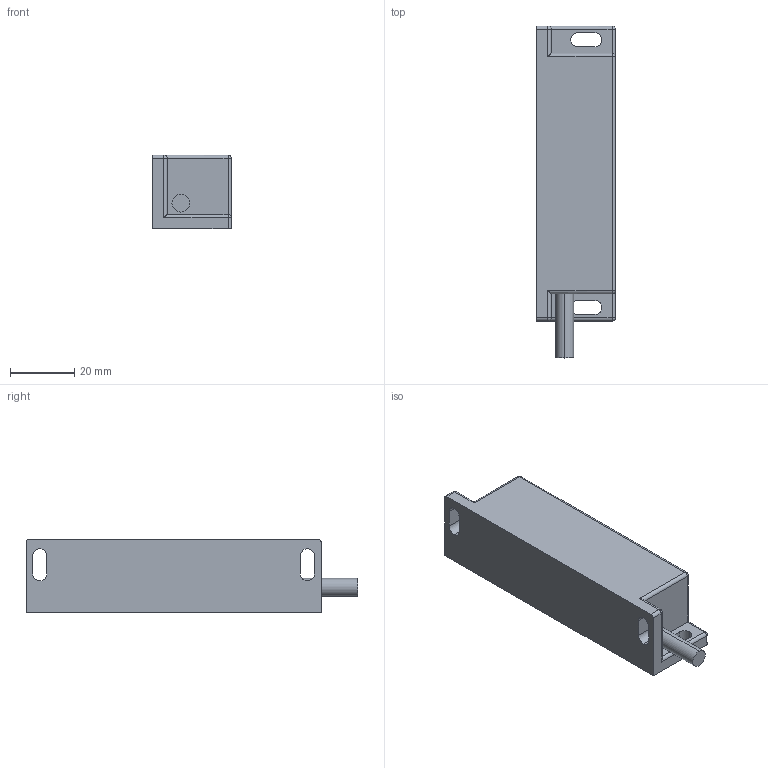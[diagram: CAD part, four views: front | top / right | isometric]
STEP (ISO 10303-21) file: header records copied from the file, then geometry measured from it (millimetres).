
FILE_DESCRIPTION (( 'STEP AP214' ), '1' );
FILE_NAME ('RSSR-Orange ABS Switch with Cable.STEP', '2018-03-19T10:42:41', ( '' ), ( '' ), 'SwSTEP 2.0', 'SolidWorks 2013', '' );
FILE_SCHEMA (( 'AUTOMOTIVE_DESIGN' ));
Length unit declared in the file: millimetre
Products named in the file (1): RSSR-Orange ABS Switch with Cable
Bounding box: 24.5 x 103.5 x 23 mm (x, y, z)
Volume: 45261.6 mm3; surface area: 10223.1 mm2
Topology: 1 solids, 1 shells, 73 faces, 189 edges, 114 vertices
Faces by surface type: cylinder 37, plane 30, sphere 6
Entity records: 2272 total; most frequent: CARTESIAN_POINT 389, DIRECTION 387, ORIENTED_EDGE 366, EDGE_CURVE 183, AXIS2_PLACEMENT_3D 136, LINE 115, VECTOR 115, VERTEX_POINT 114
